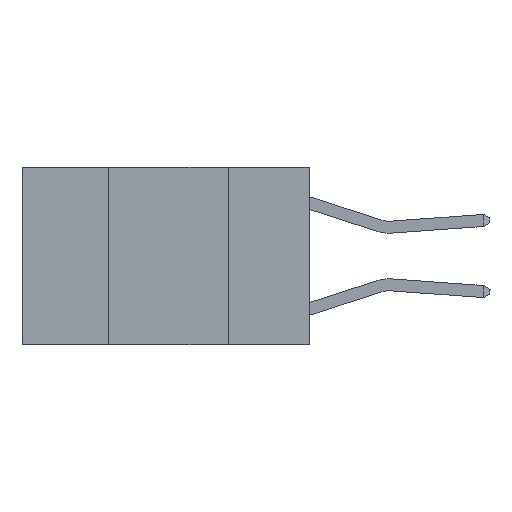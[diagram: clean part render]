
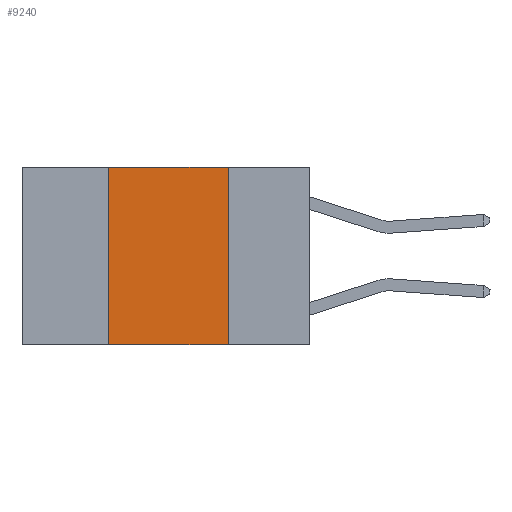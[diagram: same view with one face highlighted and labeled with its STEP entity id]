
A CAD part, left-side view. The second image highlights one B-rep face of the part: STEP entity #9240.
In plain terms, the highlighted planar face has unit normal (-1, 0, 0).
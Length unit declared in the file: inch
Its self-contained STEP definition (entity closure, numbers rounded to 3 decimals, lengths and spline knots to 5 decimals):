
#424 = CARTESIAN_POINT ( 'NONE',  ( 0., 0.17, -0.37 ) ) ;
#768 = EDGE_CURVE ( 'NONE', #13651, #5231, #15879, .T. ) ;
#1056 = LINE ( 'NONE', #14281, #9276 ) ;
#1709 = VECTOR ( 'NONE', #16183, 39.37008 ) ;
#3069 = ORIENTED_EDGE ( 'NONE', *, *, #3763, .F. ) ;
#3763 = EDGE_CURVE ( 'NONE', #14369, #5231, #9093, .T. ) ;
#3814 = FACE_OUTER_BOUND ( 'NONE', #18195, .T. ) ;
#4043 = ORIENTED_EDGE ( 'NONE', *, *, #768, .T. ) ;
#4629 = AXIS2_PLACEMENT_3D ( 'NONE', #12164, #6079, #16806 ) ;
#4790 = CARTESIAN_POINT ( 'NONE',  ( 0., 0.6, -0.37 ) ) ;
#4987 = VECTOR ( 'NONE', #17592, 39.37008 ) ;
#5120 = DIRECTION ( 'NONE',  ( 0., 0., 1. ) ) ;
#5231 = VERTEX_POINT ( 'NONE', #424 ) ;
#6079 = DIRECTION ( 'NONE',  ( 1., 0., 0. ) ) ;
#7192 = ORIENTED_EDGE ( 'NONE', *, *, #18210, .F. ) ;
#7252 = CARTESIAN_POINT ( 'NONE',  ( 0., 0.42, -0.37 ) ) ;
#7821 = CARTESIAN_POINT ( 'NONE',  ( 0., 0.17, 0. ) ) ;
#8182 = VECTOR ( 'NONE', #16751, 39.37008 ) ;
#9093 = LINE ( 'NONE', #18052, #4987 ) ;
#9240 = ADVANCED_FACE ( 'NONE', ( #3814 ), #13691, .F. ) ;
#9276 = VECTOR ( 'NONE', #5120, 39.37008 ) ;
#9903 = LINE ( 'NONE', #17716, #1709 ) ;
#10157 = CARTESIAN_POINT ( 'NONE',  ( 0., 0.42, 0. ) ) ;
#12164 = CARTESIAN_POINT ( 'NONE',  ( 0., 0.6, 0. ) ) ;
#12553 = EDGE_CURVE ( 'NONE', #13651, #19710, #1056, .T. ) ;
#13651 = VERTEX_POINT ( 'NONE', #7252 ) ;
#13691 = PLANE ( 'NONE',  #4629 ) ;
#14281 = CARTESIAN_POINT ( 'NONE',  ( 0., 0.42, 0. ) ) ;
#14369 = VERTEX_POINT ( 'NONE', #7821 ) ;
#15857 = ORIENTED_EDGE ( 'NONE', *, *, #12553, .F. ) ;
#15879 = LINE ( 'NONE', #4790, #8182 ) ;
#16183 = DIRECTION ( 'NONE',  ( 0., -1., 0. ) ) ;
#16751 = DIRECTION ( 'NONE',  ( 0., -1., 0. ) ) ;
#16806 = DIRECTION ( 'NONE',  ( 0., 0., -1. ) ) ;
#17592 = DIRECTION ( 'NONE',  ( 0., 0., -1. ) ) ;
#17716 = CARTESIAN_POINT ( 'NONE',  ( 0., 0.6, 0. ) ) ;
#18052 = CARTESIAN_POINT ( 'NONE',  ( 0., 0.17, 0. ) ) ;
#18195 = EDGE_LOOP ( 'NONE', ( #3069, #7192, #15857, #4043 ) ) ;
#18210 = EDGE_CURVE ( 'NONE', #19710, #14369, #9903, .T. ) ;
#19710 = VERTEX_POINT ( 'NONE', #10157 ) ;
